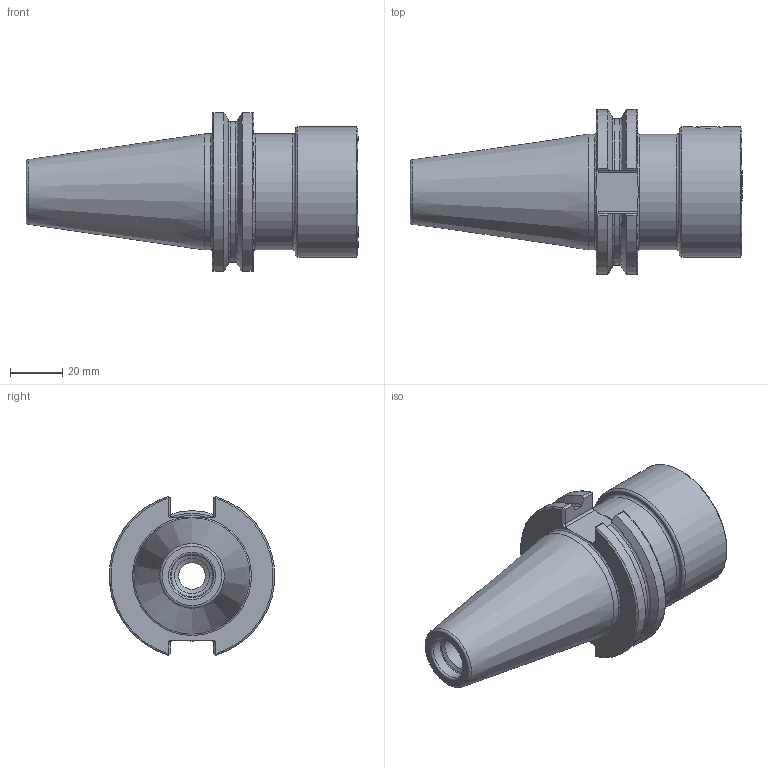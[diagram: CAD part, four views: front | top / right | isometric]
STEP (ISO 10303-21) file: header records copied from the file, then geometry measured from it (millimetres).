
FILE_DESCRIPTION (( 'STEP AP214' ), '1' );
FILE_NAME ('CT4.ST5.K01.059.STEP', '2020-04-15T12:36:10', ( '' ), ( '' ), 'SwSTEP 2.0', 'SolidWorks 2017', '' );
FILE_SCHEMA (( 'AUTOMOTIVE_DESIGN' ));
Length unit declared in the file: millimetre
Products named in the file (4): DIN 3771 - 25x2; CT4-ST5.K01.059_B; CT4.ST5.K01.059; ST5-ER1.001.012_A
Assembly tree (3 placements, depth 2):
  CT4.ST5.K01.059
    CT4-ST5.K01.059_B
    ST5-ER1.001.012_A
    DIN 3771 - 25x2
Bounding box: 127.25 x 63.28 x 60.87 mm (x, y, z)
Volume: 154644.8 mm3; surface area: 30755.9 mm2
Topology: 3 solids, 3 shells, 116 faces, 303 edges, 191 vertices
Faces by surface type: plane 50, cylinder 28, torus 20, cone 16, bspline 2
Full cylindrical faces by diameter (mm): 5 x1, 9 x1, 9.5 x1, 10 x1, 10.2 x1, 13.5 x1, 16.43 x1, 28 x1, 29 x1, 44.45 x2, 50 x1
Entity records: 3982 total; most frequent: CARTESIAN_POINT 1270, ORIENTED_EDGE 504, DIRECTION 502, EDGE_CURVE 252, AXIS2_PLACEMENT_3D 198, VERTEX_POINT 176, EDGE_LOOP 154, FACE_OUTER_BOUND 136
